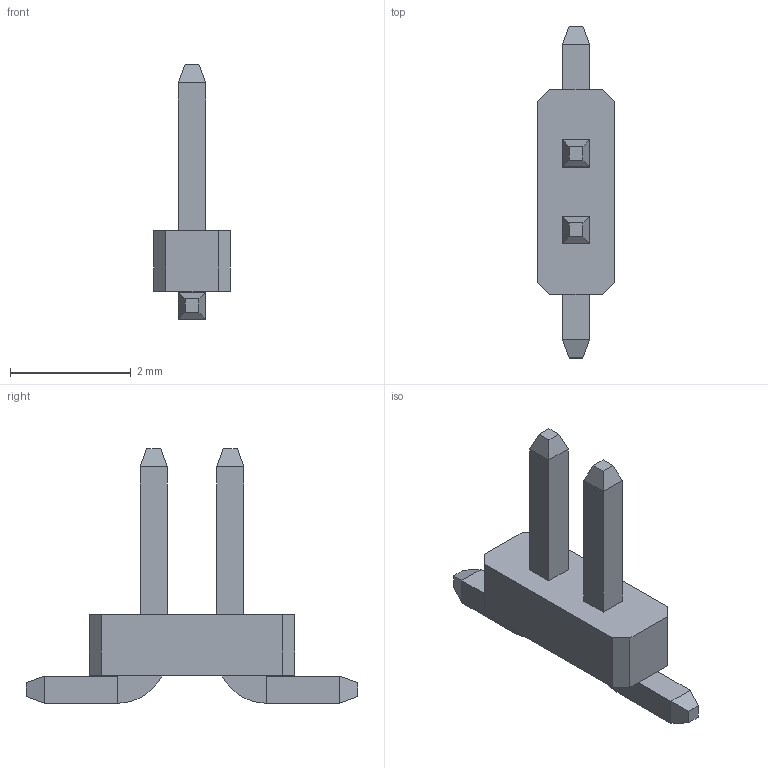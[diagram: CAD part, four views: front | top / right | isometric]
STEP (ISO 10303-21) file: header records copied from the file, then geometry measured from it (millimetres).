
FILE_DESCRIPTION (( 'STEP AP214' ), '1' );
FILE_NAME ('HDR1.27-LS-1x2P.STEP', '2018-10-17T12:59:19', ( '' ), ( '' ), 'SwSTEP 2.0', 'SolidWorks 2015', '' );
FILE_SCHEMA (( 'AUTOMOTIVE_DESIGN' ));
Length unit declared in the file: millimetre
Products named in the file (3): LOGOԲ0.1; HDR1.27-LS-1x2P
Assembly tree (2 placements, depth 2):
  HDR1.27-LS-1x2P
    HDR1.27-LS-1x2P
    LOGOԲ0.1
Bounding box: 1.27 x 5.5 x 4.21 mm (x, y, z)
Volume: 6 mm3; surface area: 36.4 mm2
Topology: 15 solids, 15 shells, 175 faces, 407 edges, 262 vertices
Faces by surface type: plane 124, bspline 29, cylinder 22
Entity records: 7276 total; most frequent: CARTESIAN_POINT 1314, ORIENTED_EDGE 814, DIRECTION 695, EDGE_CURVE 407, VECTOR 305, LINE 305, VERTEX_POINT 262, UNCERTAINTY_MEASURE_WITH_UNIT 195
